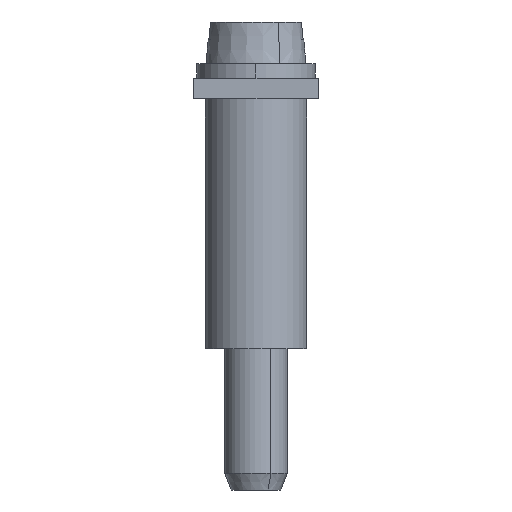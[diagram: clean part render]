
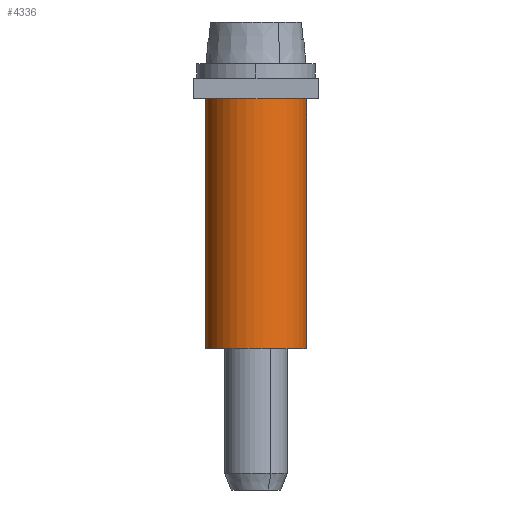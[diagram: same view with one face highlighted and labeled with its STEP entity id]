
A CAD part, left-side view. The second image highlights one B-rep face of the part: STEP entity #4336.
In plain terms, the highlighted cylindrical face has radius 2.45 mm (diameter 4.9 mm), a partial arc.
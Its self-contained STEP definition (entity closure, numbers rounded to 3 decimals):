
#4195=AXIS2_PLACEMENT_3D('Circle Axis2P3D',#4193,#4194,$) ;
#4316=AXIS2_PLACEMENT_3D('Cylinder Axis2P3D',#4313,#4314,#4315) ;
#4327=AXIS2_PLACEMENT_3D('Circle Axis2P3D',#4325,#4326,$) ;
#4155=CARTESIAN_POINT('Vertex',(3.,5.45,6.8)) ;
#4190=CARTESIAN_POINT('Vertex',(2.852,0.555,6.8)) ;
#4193=CARTESIAN_POINT('Axis2P3D Location',(3.,3.,6.8)) ;
#4298=CARTESIAN_POINT('Vertex',(3.,5.45,18.8)) ;
#4301=CARTESIAN_POINT('Line Origine',(3.,5.45,12.8)) ;
#4313=CARTESIAN_POINT('Axis2P3D Location',(3.,3.,12.8)) ;
#4318=CARTESIAN_POINT('Line Origine',(2.852,0.555,12.8)) ;
#4322=CARTESIAN_POINT('Vertex',(2.852,0.555,18.8)) ;
#4325=CARTESIAN_POINT('Axis2P3D Location',(3.,3.,18.8)) ;
#4194=DIRECTION('Axis2P3D Direction',(0.,0.,1.)) ;
#4302=DIRECTION('Vector Direction',(0.,0.,1.)) ;
#4314=DIRECTION('Axis2P3D Direction',(0.,0.,1.)) ;
#4315=DIRECTION('Axis2P3D XDirection',(1.,-0.03,0.)) ;
#4319=DIRECTION('Vector Direction',(0.,0.,1.)) ;
#4326=DIRECTION('Axis2P3D Direction',(0.,0.,1.)) ;
#4303=VECTOR('Line Direction',#4302,1.) ;
#4320=VECTOR('Line Direction',#4319,1.) ;
#4331=ORIENTED_EDGE('',*,*,#4305,.T.) ;
#4332=ORIENTED_EDGE('',*,*,#4197,.T.) ;
#4333=ORIENTED_EDGE('',*,*,#4324,.F.) ;
#4334=ORIENTED_EDGE('',*,*,#4329,.F.) ;
#4336=ADVANCED_FACE('VH 12-4.9-3.3 SAK6N.10\\Body.2',(#4335),#4317,.T.) ;
#4196=CIRCLE('generated circle',#4195,2.45) ;
#4328=CIRCLE('generated circle',#4327,2.45) ;
#4317=CYLINDRICAL_SURFACE('generated cylinder',#4316,2.45) ;
#4197=EDGE_CURVE('',#4156,#4191,#4196,.T.) ;
#4305=EDGE_CURVE('',#4299,#4156,#4304,.F.) ;
#4324=EDGE_CURVE('',#4323,#4191,#4321,.F.) ;
#4329=EDGE_CURVE('',#4299,#4323,#4328,.T.) ;
#4330=EDGE_LOOP('',(#4331,#4332,#4333,#4334)) ;
#4335=FACE_OUTER_BOUND('',#4330,.T.) ;
#4304=LINE('Line',#4301,#4303) ;
#4321=LINE('Line',#4318,#4320) ;
#4156=VERTEX_POINT('',#4155) ;
#4191=VERTEX_POINT('',#4190) ;
#4299=VERTEX_POINT('',#4298) ;
#4323=VERTEX_POINT('',#4322) ;
